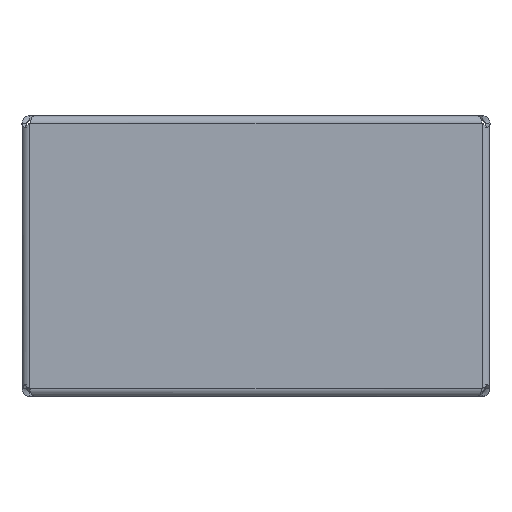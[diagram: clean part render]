
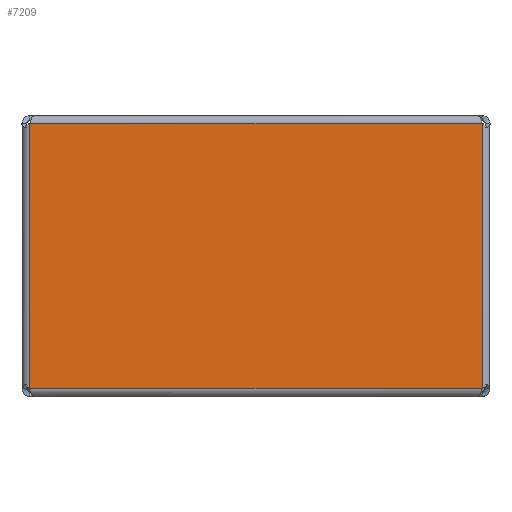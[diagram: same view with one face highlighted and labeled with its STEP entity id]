
A CAD part, front view. The second image highlights one B-rep face of the part: STEP entity #7209.
In plain terms, the highlighted planar face has unit normal (0, -1, 0).
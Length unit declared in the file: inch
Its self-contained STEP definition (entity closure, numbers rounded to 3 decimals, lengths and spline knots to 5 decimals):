
#477 = CARTESIAN_POINT ( 'NONE',  ( -13.9548, 0., -0.99806 ) ) ;
#547 = ORIENTED_EDGE ( 'NONE', *, *, #4114, .T. ) ;
#797 = CARTESIAN_POINT ( 'NONE',  ( -4.83352, 0., 0. ) ) ;
#871 = CARTESIAN_POINT ( 'NONE',  ( -13.9548, 0., 0. ) ) ;
#1010 = CARTESIAN_POINT ( 'NONE',  ( -4.83352, 0., -6.66504 ) ) ;
#1040 = EDGE_CURVE ( 'NONE', #5147, #6148, #1044, .T. ) ;
#1044 = LINE ( 'NONE', #477, #2300 ) ;
#1244 = VECTOR ( 'NONE', #5452, 39.37008 ) ;
#2019 = FACE_OUTER_BOUND ( 'NONE', #3637, .T. ) ;
#2102 = AXIS2_PLACEMENT_3D ( 'NONE', #871, #3200, #5569 ) ;
#2187 = VECTOR ( 'NONE', #3707, 39.37008 ) ;
#2300 = VECTOR ( 'NONE', #3414, 39.37008 ) ;
#2782 = LINE ( 'NONE', #5140, #5257 ) ;
#2815 = DIRECTION ( 'NONE',  ( 1., 0., 0. ) ) ;
#2878 = ORIENTED_EDGE ( 'NONE', *, *, #1040, .T. ) ;
#3200 = DIRECTION ( 'NONE',  ( 0., -1., 0. ) ) ;
#3414 = DIRECTION ( 'NONE',  ( -1., 0., 0. ) ) ;
#3637 = EDGE_LOOP ( 'NONE', ( #6021, #547, #3772, #2878 ) ) ;
#3676 = CARTESIAN_POINT ( 'NONE',  ( 4.83352, 0., -6.66504 ) ) ;
#3707 = DIRECTION ( 'NONE',  ( 0., 0., -1. ) ) ;
#3772 = ORIENTED_EDGE ( 'NONE', *, *, #7158, .T. ) ;
#4114 = EDGE_CURVE ( 'NONE', #6183, #5778, #2782, .T. ) ;
#4265 = EDGE_CURVE ( 'NONE', #6148, #6183, #4286, .T. ) ;
#4286 = LINE ( 'NONE', #797, #2187 ) ;
#4365 = PLANE ( 'NONE',  #2102 ) ;
#5140 = CARTESIAN_POINT ( 'NONE',  ( -13.9548, 0., -6.66504 ) ) ;
#5147 = VERTEX_POINT ( 'NONE', #6330 ) ;
#5257 = VECTOR ( 'NONE', #2815, 39.37008 ) ;
#5452 = DIRECTION ( 'NONE',  ( 0., 0., 1. ) ) ;
#5569 = DIRECTION ( 'NONE',  ( 0., 0., -1. ) ) ;
#5674 = CARTESIAN_POINT ( 'NONE',  ( -4.83352, 0., -0.99806 ) ) ;
#5778 = VERTEX_POINT ( 'NONE', #3676 ) ;
#6021 = ORIENTED_EDGE ( 'NONE', *, *, #4265, .T. ) ;
#6148 = VERTEX_POINT ( 'NONE', #5674 ) ;
#6183 = VERTEX_POINT ( 'NONE', #1010 ) ;
#6330 = CARTESIAN_POINT ( 'NONE',  ( 4.83352, 0., -0.99806 ) ) ;
#6600 = CARTESIAN_POINT ( 'NONE',  ( 4.83352, 0., 0. ) ) ;
#6713 = LINE ( 'NONE', #6600, #1244 ) ;
#7158 = EDGE_CURVE ( 'NONE', #5778, #5147, #6713, .T. ) ;
#7209 = ADVANCED_FACE ( 'NONE', ( #2019 ), #4365, .T. ) ;
